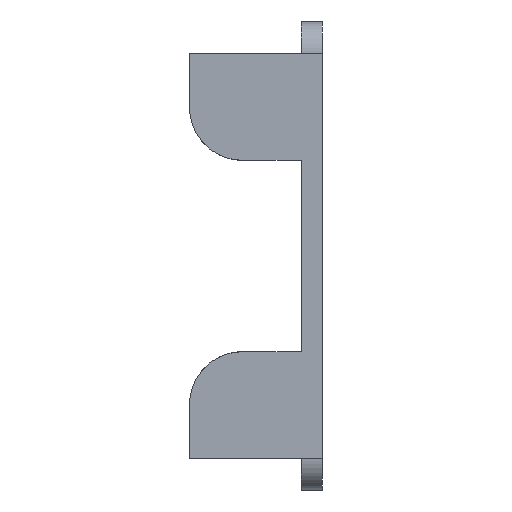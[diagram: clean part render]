
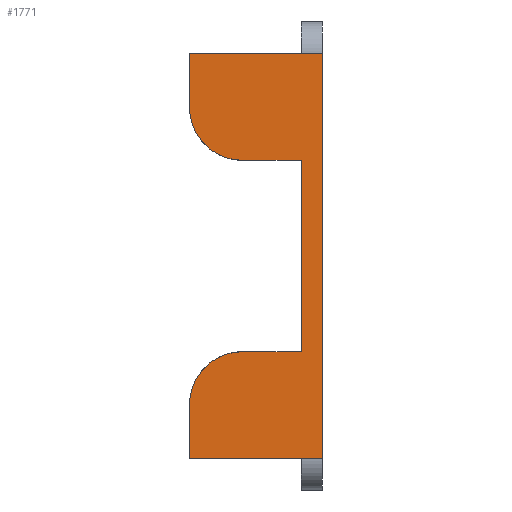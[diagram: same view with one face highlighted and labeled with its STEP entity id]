
A CAD part, left-side view. The second image highlights one B-rep face of the part: STEP entity #1771.
In plain terms, the highlighted free-form (B-spline) face has degree [1, 1] with [2, 2] control points.
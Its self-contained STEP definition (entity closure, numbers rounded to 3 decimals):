
#1646 = VERTEX_POINT('',#1647);
#1647 = CARTESIAN_POINT('',(-115.953,28.599,
    -43.455));
#1712 = VERTEX_POINT('',#1713);
#1713 = CARTESIAN_POINT('',(-115.953,0.,-43.455));
#1718 = EDGE_CURVE('',#1646,#1712,#1719,.T.);
#1719 = B_SPLINE_CURVE_WITH_KNOTS('',1,(#1720,#1721),.UNSPECIFIED.,.F.,
  .F.,(2,2),(-21.,4.),.PIECEWISE_BEZIER_KNOTS.);
#1720 = CARTESIAN_POINT('',(-115.953,28.599,
    -43.455));
#1721 = CARTESIAN_POINT('',(-115.953,0.,-43.455));
#1771 = ADVANCED_FACE('',(#1772),#1838,.F.);
#1772 = FACE_BOUND('',#1773,.T.);
#1773 = EDGE_LOOP('',(#1774,#1784,#1789,#1790,#1797,#1804,#1811,#1819,
    #1826,#1833));
#1774 = ORIENTED_EDGE('',*,*,#1775,.T.);
#1775 = EDGE_CURVE('',#1776,#1778,#1780,.T.);
#1776 = VERTEX_POINT('',#1777);
#1777 = CARTESIAN_POINT('',(-115.953,17.159,
    -20.576));
#1778 = VERTEX_POINT('',#1779);
#1779 = CARTESIAN_POINT('',(-115.953,28.599,
    -32.016));
#1780 = ( BOUNDED_CURVE() B_SPLINE_CURVE(2,(#1781,#1782,#1783),
.UNSPECIFIED.,.F.,.F.) B_SPLINE_CURVE_WITH_KNOTS((3,3),(3.142,
4.712),.PIECEWISE_BEZIER_KNOTS.) CURVE() 
GEOMETRIC_REPRESENTATION_ITEM() RATIONAL_B_SPLINE_CURVE((1.,
0.707,1.)) REPRESENTATION_ITEM('') );
#1781 = CARTESIAN_POINT('',(-115.953,17.159,
    -20.576));
#1782 = CARTESIAN_POINT('',(-115.953,28.599,
    -20.576));
#1783 = CARTESIAN_POINT('',(-115.953,28.599,
    -32.016));
#1784 = ORIENTED_EDGE('',*,*,#1785,.F.);
#1785 = EDGE_CURVE('',#1646,#1778,#1786,.T.);
#1786 = B_SPLINE_CURVE_WITH_KNOTS('',1,(#1787,#1788),.UNSPECIFIED.,.F.,
  .F.,(2,2),(-37.987,-27.987),.PIECEWISE_BEZIER_KNOTS.);
#1787 = CARTESIAN_POINT('',(-115.953,28.599,
    -43.455));
#1788 = CARTESIAN_POINT('',(-115.953,28.599,
    -32.016));
#1789 = ORIENTED_EDGE('',*,*,#1718,.T.);
#1790 = ORIENTED_EDGE('',*,*,#1791,.T.);
#1791 = EDGE_CURVE('',#1712,#1792,#1794,.T.);
#1792 = VERTEX_POINT('',#1793);
#1793 = CARTESIAN_POINT('',(-115.953,0.,43.455));
#1794 = B_SPLINE_CURVE_WITH_KNOTS('',1,(#1795,#1796),.UNSPECIFIED.,.F.,
  .F.,(2,2),(-37.987,37.987),.PIECEWISE_BEZIER_KNOTS.);
#1795 = CARTESIAN_POINT('',(-115.953,0.,-43.455));
#1796 = CARTESIAN_POINT('',(-115.953,0.,43.455));
#1797 = ORIENTED_EDGE('',*,*,#1798,.F.);
#1798 = EDGE_CURVE('',#1799,#1792,#1801,.T.);
#1799 = VERTEX_POINT('',#1800);
#1800 = CARTESIAN_POINT('',(-115.953,28.599,
    43.455));
#1801 = B_SPLINE_CURVE_WITH_KNOTS('',1,(#1802,#1803),.UNSPECIFIED.,.F.,
  .F.,(2,2),(-21.,4.),.PIECEWISE_BEZIER_KNOTS.);
#1802 = CARTESIAN_POINT('',(-115.953,28.599,
    43.455));
#1803 = CARTESIAN_POINT('',(-115.953,0.,43.455));
#1804 = ORIENTED_EDGE('',*,*,#1805,.F.);
#1805 = EDGE_CURVE('',#1806,#1799,#1808,.T.);
#1806 = VERTEX_POINT('',#1807);
#1807 = CARTESIAN_POINT('',(-115.953,28.599,
    32.016));
#1808 = B_SPLINE_CURVE_WITH_KNOTS('',1,(#1809,#1810),.UNSPECIFIED.,.F.,
  .F.,(2,2),(27.987,37.987),.PIECEWISE_BEZIER_KNOTS.);
#1809 = CARTESIAN_POINT('',(-115.953,28.599,
    32.016));
#1810 = CARTESIAN_POINT('',(-115.953,28.599,
    43.455));
#1811 = ORIENTED_EDGE('',*,*,#1812,.F.);
#1812 = EDGE_CURVE('',#1813,#1806,#1815,.T.);
#1813 = VERTEX_POINT('',#1814);
#1814 = CARTESIAN_POINT('',(-115.953,17.159,
    20.576));
#1815 = ( BOUNDED_CURVE() B_SPLINE_CURVE(2,(#1816,#1817,#1818),
.UNSPECIFIED.,.F.,.F.) B_SPLINE_CURVE_WITH_KNOTS((3,3),(0.,
1.571),.PIECEWISE_BEZIER_KNOTS.) CURVE() 
GEOMETRIC_REPRESENTATION_ITEM() RATIONAL_B_SPLINE_CURVE((1.,
0.707,1.)) REPRESENTATION_ITEM('') );
#1816 = CARTESIAN_POINT('',(-115.953,17.159,
    20.576));
#1817 = CARTESIAN_POINT('',(-115.953,28.599,
    20.576));
#1818 = CARTESIAN_POINT('',(-115.953,28.599,
    32.016));
#1819 = ORIENTED_EDGE('',*,*,#1820,.T.);
#1820 = EDGE_CURVE('',#1813,#1821,#1823,.T.);
#1821 = VERTEX_POINT('',#1822);
#1822 = CARTESIAN_POINT('',(-115.953,4.576,
    20.576));
#1823 = B_SPLINE_CURVE_WITH_KNOTS('',1,(#1824,#1825),.UNSPECIFIED.,.F.,
  .F.,(2,2),(10.,21.),.PIECEWISE_BEZIER_KNOTS.);
#1824 = CARTESIAN_POINT('',(-115.953,17.159,
    20.576));
#1825 = CARTESIAN_POINT('',(-115.953,4.576,
    20.576));
#1826 = ORIENTED_EDGE('',*,*,#1827,.F.);
#1827 = EDGE_CURVE('',#1828,#1821,#1830,.T.);
#1828 = VERTEX_POINT('',#1829);
#1829 = CARTESIAN_POINT('',(-115.953,4.576,-20.576
    ));
#1830 = B_SPLINE_CURVE_WITH_KNOTS('',1,(#1831,#1832),.UNSPECIFIED.,.F.,
  .F.,(2,2),(-17.987,17.987),.PIECEWISE_BEZIER_KNOTS.);
#1831 = CARTESIAN_POINT('',(-115.953,4.576,-20.576
    ));
#1832 = CARTESIAN_POINT('',(-115.953,4.576,
    20.576));
#1833 = ORIENTED_EDGE('',*,*,#1834,.F.);
#1834 = EDGE_CURVE('',#1776,#1828,#1835,.T.);
#1835 = B_SPLINE_CURVE_WITH_KNOTS('',1,(#1836,#1837),.UNSPECIFIED.,.F.,
  .F.,(2,2),(10.,21.),.PIECEWISE_BEZIER_KNOTS.);
#1836 = CARTESIAN_POINT('',(-115.953,17.159,
    -20.576));
#1837 = CARTESIAN_POINT('',(-115.953,4.576,-20.576
    ));
#1838 = B_SPLINE_SURFACE_WITH_KNOTS('',1,1,(
    (#1839,#1840)
    ,(#1841,#1842
    )),.UNSPECIFIED.,.F.,.F.,.F.,(2,2),(2,2),(-37.987,
    37.987),(-4.,21.),.PIECEWISE_BEZIER_KNOTS.);
#1839 = CARTESIAN_POINT('',(-115.953,0.,43.455));
#1840 = CARTESIAN_POINT('',(-115.953,28.599,
    43.455));
#1841 = CARTESIAN_POINT('',(-115.953,0.,-43.455));
#1842 = CARTESIAN_POINT('',(-115.953,28.599,
    -43.455));
